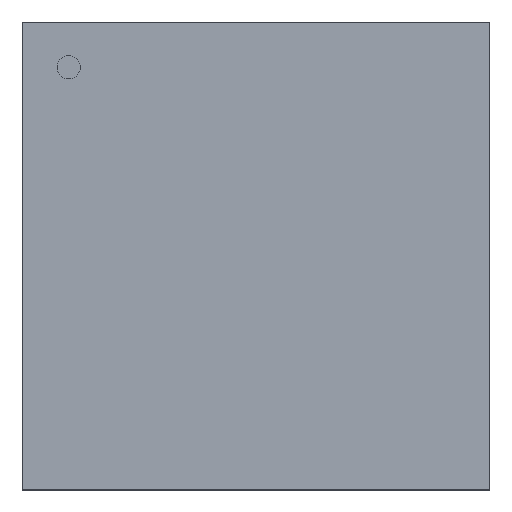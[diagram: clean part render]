
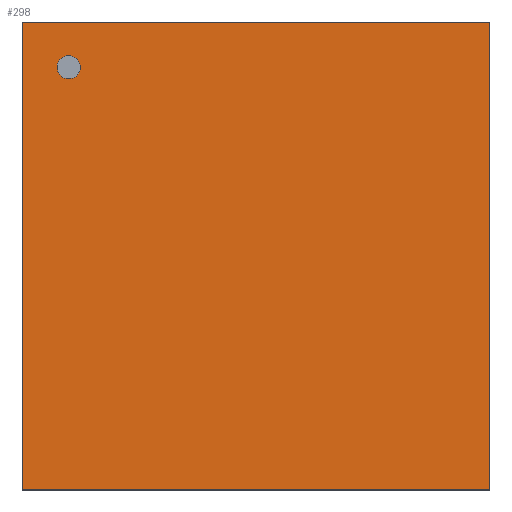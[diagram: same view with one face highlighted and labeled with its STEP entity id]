
A CAD part, top view. The second image highlights one B-rep face of the part: STEP entity #298.
In plain terms, the highlighted planar face has unit normal (0, 0, 1).
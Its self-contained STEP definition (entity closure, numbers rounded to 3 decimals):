
#177 = VERTEX_POINT('',#178);
#178 = CARTESIAN_POINT('',(1.549,-1.549,0.813));
#184 = EDGE_CURVE('',#185,#177,#187,.T.);
#185 = VERTEX_POINT('',#186);
#186 = CARTESIAN_POINT('',(-1.549,-1.549,0.813));
#187 = LINE('',#188,#189);
#188 = CARTESIAN_POINT('',(-1.549,-1.549,0.813));
#189 = VECTOR('',#190,1.);
#190 = DIRECTION('',(1.,0.,0.));
#215 = VERTEX_POINT('',#216);
#216 = CARTESIAN_POINT('',(1.549,1.549,0.813));
#222 = EDGE_CURVE('',#177,#215,#223,.T.);
#223 = LINE('',#224,#225);
#224 = CARTESIAN_POINT('',(1.549,-1.549,0.813));
#225 = VECTOR('',#226,1.);
#226 = DIRECTION('',(0.,1.,0.));
#246 = VERTEX_POINT('',#247);
#247 = CARTESIAN_POINT('',(-1.549,1.549,0.813));
#253 = EDGE_CURVE('',#215,#246,#254,.T.);
#254 = LINE('',#255,#256);
#255 = CARTESIAN_POINT('',(1.549,1.549,0.813));
#256 = VECTOR('',#257,1.);
#257 = DIRECTION('',(-1.,0.,0.));
#275 = EDGE_CURVE('',#246,#185,#276,.T.);
#276 = LINE('',#277,#278);
#277 = CARTESIAN_POINT('',(-1.549,1.549,0.813));
#278 = VECTOR('',#279,1.);
#279 = DIRECTION('',(0.,-1.,0.));
#298 = ADVANCED_FACE('',(#299),#305,.T.);
#299 = FACE_BOUND('',#300,.T.);
#300 = EDGE_LOOP('',(#301,#302,#303,#304));
#301 = ORIENTED_EDGE('',*,*,#184,.T.);
#302 = ORIENTED_EDGE('',*,*,#222,.T.);
#303 = ORIENTED_EDGE('',*,*,#253,.T.);
#304 = ORIENTED_EDGE('',*,*,#275,.T.);
#305 = PLANE('',#306);
#306 = AXIS2_PLACEMENT_3D('',#307,#308,#309);
#307 = CARTESIAN_POINT('',(-1.549,-1.549,0.813));
#308 = DIRECTION('',(0.,0.,1.));
#309 = DIRECTION('',(0.,1.,0.));
